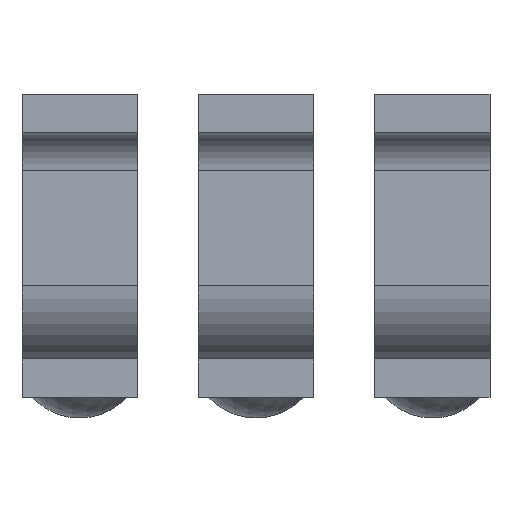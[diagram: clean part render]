
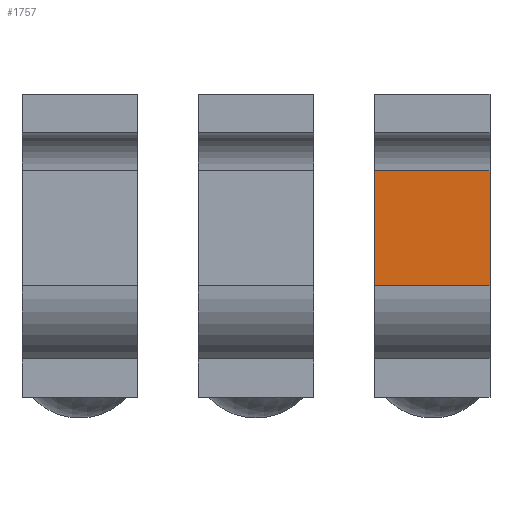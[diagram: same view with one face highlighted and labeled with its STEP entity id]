
A CAD part, front view. The second image highlights one B-rep face of the part: STEP entity #1757.
In plain terms, the highlighted planar face has unit normal (0, -1, 0).
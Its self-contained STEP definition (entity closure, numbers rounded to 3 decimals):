
#1757=ADVANCED_FACE('',(#3266),#3267,.T.);
#3266=FACE_OUTER_BOUND('',#4831,.T.);
#3267=PLANE('',#4832);
#4831=EDGE_LOOP('',(#7854,#7855,#7856,#7857));
#4832=AXIS2_PLACEMENT_3D('',#7858,#7859,#7860);
#7854=ORIENTED_EDGE('',*,*,#10423,.F.);
#7855=ORIENTED_EDGE('',*,*,#10454,.F.);
#7856=ORIENTED_EDGE('',*,*,#10432,.T.);
#7857=ORIENTED_EDGE('',*,*,#10452,.T.);
#7858=CARTESIAN_POINT('',(122.0,76.5,24.387));
#7859=DIRECTION('',(0.,-1.0,0.));
#7860=DIRECTION('',(0.,0.,-1.0));
#10423=EDGE_CURVE('',#12363,#12373,#12374,.T.);
#10432=EDGE_CURVE('',#12352,#12378,#12387,.T.);
#10452=EDGE_CURVE('',#12378,#12373,#12413,.T.);
#10454=EDGE_CURVE('',#12352,#12363,#12415,.T.);
#12352=VERTEX_POINT('',#15640);
#12363=VERTEX_POINT('',#15655);
#12373=VERTEX_POINT('',#15668);
#12374=LINE('',#15669,#15670);
#12378=VERTEX_POINT('',#15675);
#12387=LINE('',#15687,#15688);
#12413=LINE('',#15725,#15726);
#12415=LINE('',#15728,#15729);
#15640=CARTESIAN_POINT('',(122.0,76.5,34.387));
#15655=CARTESIAN_POINT('',(92.0,76.5,34.387));
#15668=CARTESIAN_POINT('',(92.0,76.5,64.387));
#15669=CARTESIAN_POINT('',(92.0,76.5,24.387));
#15670=VECTOR('',#18029,1000.0);
#15675=CARTESIAN_POINT('',(122.0,76.5,64.387));
#15687=CARTESIAN_POINT('',(122.0,76.5,24.387));
#15688=VECTOR('',#18040,1000.0);
#15725=CARTESIAN_POINT('',(122.0,76.5,64.387));
#15726=VECTOR('',#18058,1000.0);
#15728=CARTESIAN_POINT('',(122.0,76.5,34.387));
#15729=VECTOR('',#18059,1000.0);
#18029=DIRECTION('',(0.,0.,1.0));
#18040=DIRECTION('',(0.,0.,1.0));
#18058=DIRECTION('',(-1.0,0.,0.));
#18059=DIRECTION('',(-1.0,0.,0.));
